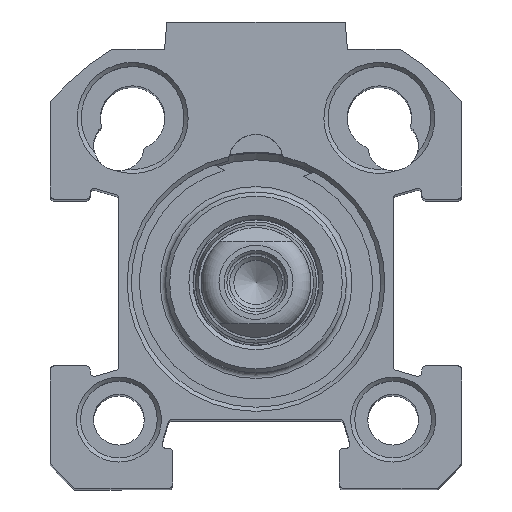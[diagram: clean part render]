
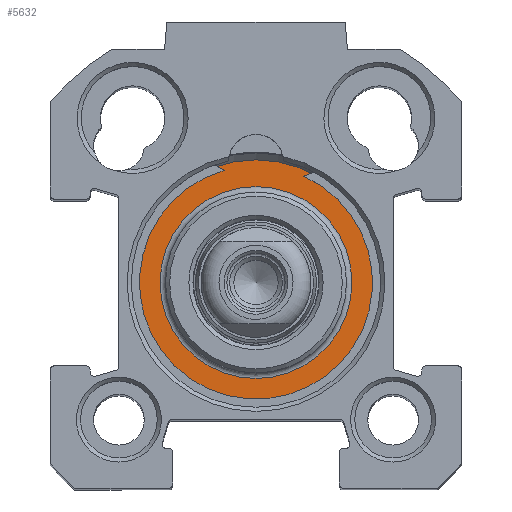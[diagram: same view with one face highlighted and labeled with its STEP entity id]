
A CAD part, top view. The second image highlights one B-rep face of the part: STEP entity #5632.
In plain terms, the highlighted planar face has unit normal (0, 0, 1).
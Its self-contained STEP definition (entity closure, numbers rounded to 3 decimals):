
#5598=CARTESIAN_POINT('',(0.0,-8.95,49.3));
#5599=VERTEX_POINT('',#5598);
#5600=CARTESIAN_POINT('',(0.0,0.0,49.3));
#5601=DIRECTION('',(0.0,0.0,1.0));
#5602=DIRECTION('',(0.0,-1.0,0.0));
#5603=AXIS2_PLACEMENT_3D('',#5600,#5601,#5602);
#5604=CIRCLE('',#5603,8.95);
#5605=EDGE_CURVE('',#5599,#5599,#5604,.T.);
#5613=CARTESIAN_POINT('',(0.0,-7.975,49.3));
#5614=DIRECTION('',(0.0,0.0,1.0));
#5615=DIRECTION('',(1.0,0.0,0.0));
#5616=AXIS2_PLACEMENT_3D('',#5613,#5614,#5615);
#5617=PLANE('',#5616);
#5618=ORIENTED_EDGE('',*,*,#5605,.T.);
#5619=EDGE_LOOP('',(#5618));
#5620=FACE_OUTER_BOUND('',#5619,.T.);
#5621=CARTESIAN_POINT('',(0.0,-7.,49.3));
#5622=VERTEX_POINT('',#5621);
#5623=CARTESIAN_POINT('',(0.0,0.0,49.3));
#5624=DIRECTION('',(0.0,0.0,1.0));
#5625=DIRECTION('',(0.0,-1.0,0.0));
#5626=AXIS2_PLACEMENT_3D('',#5623,#5624,#5625);
#5627=CIRCLE('',#5626,7.);
#5628=EDGE_CURVE('',#5622,#5622,#5627,.T.);
#5629=ORIENTED_EDGE('',*,*,#5628,.F.);
#5630=EDGE_LOOP('',(#5629));
#5631=FACE_BOUND('',#5630,.T.);
#5632=ADVANCED_FACE('',(#5620,#5631),#5617,.T.);
